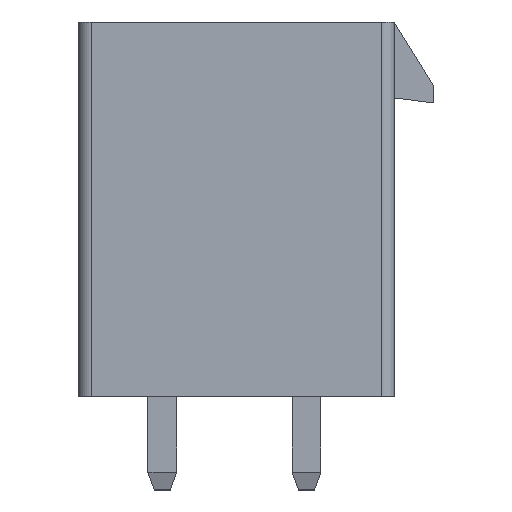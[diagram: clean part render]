
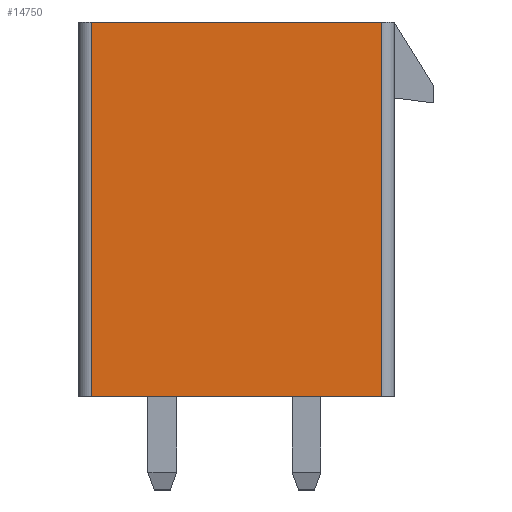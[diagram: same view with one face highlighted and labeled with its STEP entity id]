
A CAD part, left-side view. The second image highlights one B-rep face of the part: STEP entity #14750.
In plain terms, the highlighted face is planar.
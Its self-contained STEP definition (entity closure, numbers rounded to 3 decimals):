
#653=ORIENTED_EDGE('',*,*,#3526,.F.);
#654=ORIENTED_EDGE('',*,*,#3418,.F.);
#655=ORIENTED_EDGE('',*,*,#3527,.T.);
#656=ORIENTED_EDGE('',*,*,#3424,.T.);
#3418=EDGE_CURVE('',#4857,#4858,#5860,.T.);
#3424=EDGE_CURVE('',#4860,#4863,#5863,.T.);
#3526=EDGE_CURVE('',#4858,#4863,#5965,.T.);
#3527=EDGE_CURVE('',#4857,#4860,#5966,.T.);
#4857=VERTEX_POINT('',#19245);
#4858=VERTEX_POINT('',#19247);
#4860=VERTEX_POINT('',#19253);
#4863=VERTEX_POINT('',#19258);
#5860=LINE('',#19246,#7286);
#5863=LINE('',#19259,#7289);
#5965=LINE('',#19460,#7391);
#5966=LINE('',#19461,#7392);
#7286=VECTOR('',#16354,1000.);
#7289=VECTOR('',#16365,1000.);
#7391=VECTOR('',#16541,1000.);
#7392=VECTOR('',#16542,1000.);
#8606=EDGE_LOOP('',(#653,#654,#655,#656));
#9263=FACE_BOUND('',#8606,.T.);
#9913=PLANE('',#15380);
#14750=ADVANCED_FACE('',(#9263),#9913,.T.);
#15380=AXIS2_PLACEMENT_3D('',#19459,#16539,#16540);
#16354=DIRECTION('',(0.,-1.,0.));
#16365=DIRECTION('',(0.,-1.,0.));
#16539=DIRECTION('',(1.,0.,0.));
#16540=DIRECTION('',(0.,0.,-1.));
#16541=DIRECTION('',(0.,0.,1.));
#16542=DIRECTION('',(0.,0.,1.));
#19245=CARTESIAN_POINT('',(14.575,14.8,-5.74));
#19246=CARTESIAN_POINT('',(14.575,14.8,-5.74));
#19247=CARTESIAN_POINT('',(14.575,0.,-5.74));
#19253=CARTESIAN_POINT('',(14.575,14.8,5.74));
#19258=CARTESIAN_POINT('',(14.575,0.,5.74));
#19259=CARTESIAN_POINT('',(14.575,14.8,5.74));
#19459=CARTESIAN_POINT('',(14.575,14.8,-6.24));
#19460=CARTESIAN_POINT('',(14.575,0.,-6.24));
#19461=CARTESIAN_POINT('',(14.575,14.8,-6.24));
